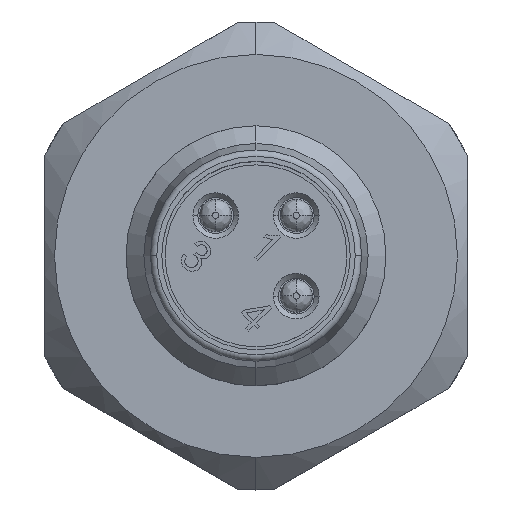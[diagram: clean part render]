
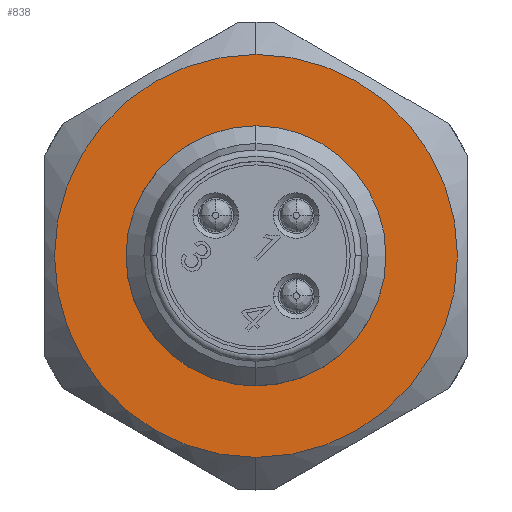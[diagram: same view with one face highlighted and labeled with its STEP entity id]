
A CAD part, top view. The second image highlights one B-rep face of the part: STEP entity #838.
In plain terms, the highlighted planar face has unit normal (0, 0, 1).
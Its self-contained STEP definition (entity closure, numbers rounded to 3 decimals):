
#737=AXIS2_PLACEMENT_3D('Circle Axis2P3D',#735,#736,$) ;
#767=AXIS2_PLACEMENT_3D('Circle Axis2P3D',#765,#766,$) ;
#814=AXIS2_PLACEMENT_3D('Plane Axis2P3D',#811,#812,#813) ;
#822=AXIS2_PLACEMENT_3D('Circle Axis2P3D',#820,#821,$) ;
#831=AXIS2_PLACEMENT_3D('Circle Axis2P3D',#829,#830,$) ;
#732=CARTESIAN_POINT('Vertex',(6.5,1.,16.)) ;
#735=CARTESIAN_POINT('Axis2P3D Location',(6.5,7.2,16.)) ;
#739=CARTESIAN_POINT('Vertex',(6.5,13.4,16.)) ;
#765=CARTESIAN_POINT('Axis2P3D Location',(6.5,7.2,16.)) ;
#811=CARTESIAN_POINT('Axis2P3D Location',(6.5,12.3,16.)) ;
#820=CARTESIAN_POINT('Axis2P3D Location',(6.5,7.2,16.)) ;
#824=CARTESIAN_POINT('Vertex',(6.5,3.2,16.)) ;
#826=CARTESIAN_POINT('Vertex',(6.5,11.2,16.)) ;
#829=CARTESIAN_POINT('Axis2P3D Location',(6.5,7.2,16.)) ;
#736=DIRECTION('Axis2P3D Direction',(0.,0.,-1.)) ;
#766=DIRECTION('Axis2P3D Direction',(0.,0.,-1.)) ;
#812=DIRECTION('Axis2P3D Direction',(0.,0.,1.)) ;
#813=DIRECTION('Axis2P3D XDirection',(-1.,0.,0.)) ;
#821=DIRECTION('Axis2P3D Direction',(0.,0.,1.)) ;
#830=DIRECTION('Axis2P3D Direction',(0.,0.,1.)) ;
#817=ORIENTED_EDGE('',*,*,#741,.T.) ;
#818=ORIENTED_EDGE('',*,*,#769,.T.) ;
#835=ORIENTED_EDGE('',*,*,#828,.F.) ;
#836=ORIENTED_EDGE('',*,*,#833,.F.) ;
#837=FACE_BOUND('',#834,.T.) ;
#838=ADVANCED_FACE('V2',(#819,#837),#815,.T.) ;
#738=CIRCLE('generated circle',#737,6.2) ;
#768=CIRCLE('generated circle',#767,6.2) ;
#823=CIRCLE('generated circle',#822,4.) ;
#832=CIRCLE('generated circle',#831,4.) ;
#741=EDGE_CURVE('',#740,#733,#738,.F.) ;
#769=EDGE_CURVE('',#733,#740,#768,.F.) ;
#828=EDGE_CURVE('',#825,#827,#823,.T.) ;
#833=EDGE_CURVE('',#827,#825,#832,.T.) ;
#816=EDGE_LOOP('',(#817,#818)) ;
#834=EDGE_LOOP('',(#835,#836)) ;
#819=FACE_OUTER_BOUND('',#816,.T.) ;
#815=PLANE('',#814) ;
#733=VERTEX_POINT('',#732) ;
#740=VERTEX_POINT('',#739) ;
#825=VERTEX_POINT('',#824) ;
#827=VERTEX_POINT('',#826) ;
